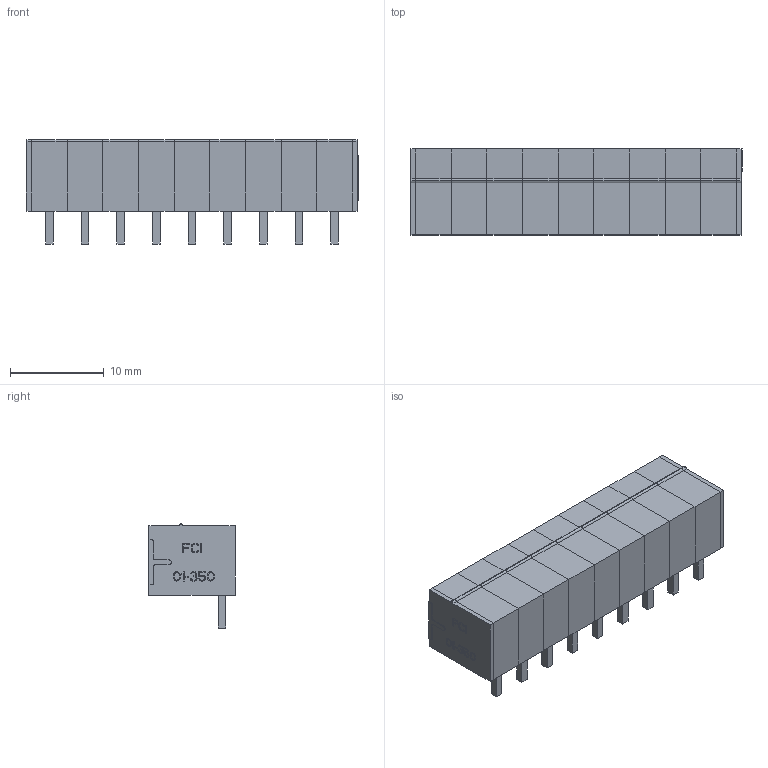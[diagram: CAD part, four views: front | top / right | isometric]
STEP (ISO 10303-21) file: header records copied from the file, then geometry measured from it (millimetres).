
FILE_DESCRIPTION(('STEP AP214'),'1');
FILE_NAME('20020110d091a01lf.stp','2020-03-24T14:16:53',('TraceParts'),('TraceParts S.A.'),'Spatial InterOp 3D',' ',' ');
FILE_SCHEMA(('AUTOMOTIVE_DESIGN { 1 0 10303 214 1 1 1 1 }'));
Length unit declared in the file: millimetre
Products named in the file (1): 20020110d091a01lf_1
Bounding box: 35.48 x 9.2 x 11.12 mm (x, y, z)
Volume: 1365.1 mm3; surface area: 4572.8 mm2
Topology: 11 solids, 11 shells, 843 faces, 2268 edges, 1494 vertices
Faces by surface type: plane 685, cylinder 104, torus 36, cone 18
Entity records: 26175 total; most frequent: CARTESIAN_POINT 4724, ORIENTED_EDGE 4536, DIRECTION 4256, EDGE_CURVE 2268, LINE 1952, VECTOR 1952, VERTEX_POINT 1494, AXIS2_PLACEMENT_3D 1152
